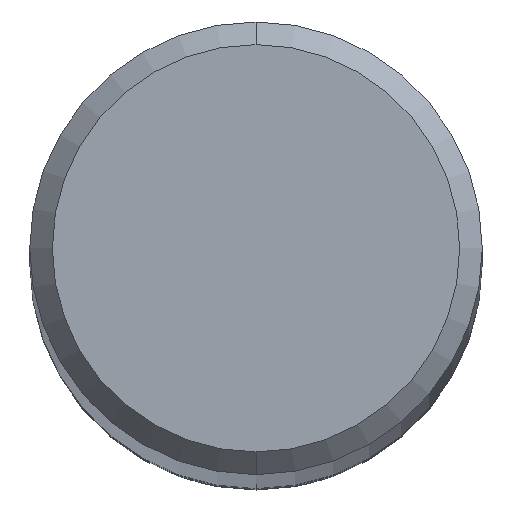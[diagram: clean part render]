
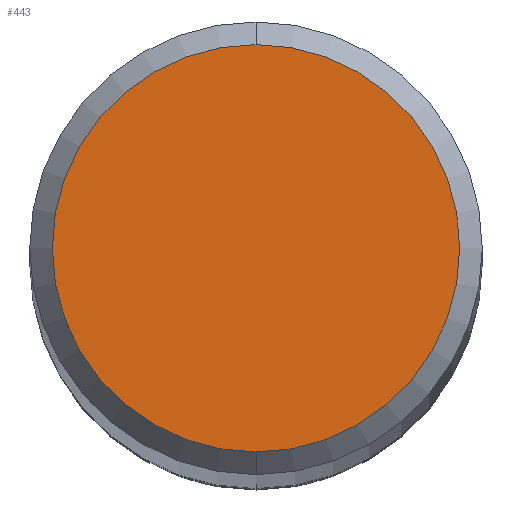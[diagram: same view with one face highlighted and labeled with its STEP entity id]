
A CAD part, top view. The second image highlights one B-rep face of the part: STEP entity #443.
In plain terms, the highlighted planar face has unit normal (0, 0, 1).
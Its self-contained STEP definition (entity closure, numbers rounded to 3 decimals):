
#205=EDGE_CURVE('',#351,#455,#512,.T.);
#351=VERTEX_POINT('',#674);
#383=EDGE_CURVE('',#455,#351,#707,.T.);
#443=ADVANCED_FACE('',(#776),#777,.T.);
#455=VERTEX_POINT('',#790);
#512=CIRCLE('',#866,3.6);
#674=CARTESIAN_POINT('',(0.0,3.6,0.0));
#707=CIRCLE('',#1242,3.6);
#776=FACE_OUTER_BOUND('',#1420,.T.);
#777=PLANE('',#1421);
#790=CARTESIAN_POINT('',(0.,-3.6,0.0));
#866=AXIS2_PLACEMENT_3D('',#1490,#1491,#1492);
#1242=AXIS2_PLACEMENT_3D('',#1686,#1687,#1688);
#1420=EDGE_LOOP('',(#1774,#1775));
#1421=AXIS2_PLACEMENT_3D('',#1776,#1777,#1778);
#1490=CARTESIAN_POINT('',(0.0,0.0,0.0));
#1491=DIRECTION('',(0.0,0.0,-1.0));
#1492=DIRECTION('',(0.0,1.0,0.0));
#1686=CARTESIAN_POINT('',(0.0,0.0,0.0));
#1687=DIRECTION('',(0.0,0.0,-1.0));
#1688=DIRECTION('',(0.0,1.0,0.0));
#1774=ORIENTED_EDGE('',*,*,#205,.F.);
#1775=ORIENTED_EDGE('',*,*,#383,.F.);
#1776=CARTESIAN_POINT('',(0.0,1.8,0.0));
#1777=DIRECTION('',(-0.0,0.0,1.0));
#1778=DIRECTION('',(0.0,-1.0,0.0));
